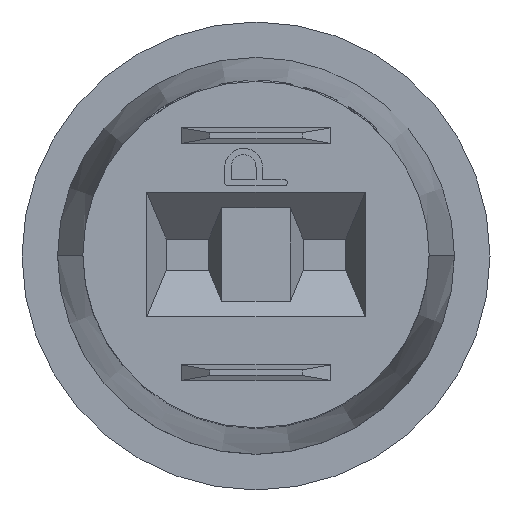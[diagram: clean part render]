
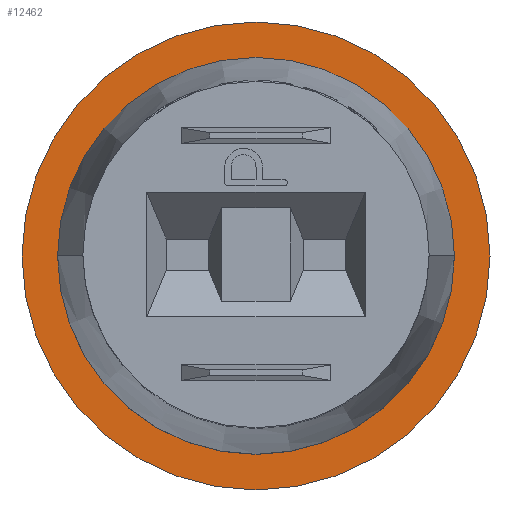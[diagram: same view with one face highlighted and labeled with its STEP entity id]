
A CAD part, top view. The second image highlights one B-rep face of the part: STEP entity #12462.
In plain terms, the highlighted planar face has unit normal (0, 0, 1).
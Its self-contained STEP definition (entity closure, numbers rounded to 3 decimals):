
#3804 = CARTESIAN_POINT ( 'NONE',  ( 7.5, 0., 7. ) ) ;
#3818 = CARTESIAN_POINT ( 'NONE',  ( -7.5, 0., 7. ) ) ;
#4657 = CIRCLE ( 'NONE', #5515, 7.5 ) ;
#4725 = EDGE_LOOP ( 'NONE', ( #13899, #13863 ) ) ;
#4773 = CIRCLE ( 'NONE', #5546, 6.36 ) ;
#4802 = EDGE_LOOP ( 'NONE', ( #13974, #13866 ) ) ;
#5031 = DIRECTION ( 'NONE',  ( 0., 0., -1. ) ) ;
#5032 = DIRECTION ( 'NONE',  ( -1., 0., 0. ) ) ;
#5033 = CARTESIAN_POINT ( 'NONE',  ( 0., 0., 7. ) ) ;
#5267 = FACE_OUTER_BOUND ( 'NONE', #4725, .T. ) ;
#5271 = FACE_BOUND ( 'NONE', #4802, .T. ) ;
#5515 = AXIS2_PLACEMENT_3D ( 'NONE', #5033, #5031, #5032 ) ;
#5546 = AXIS2_PLACEMENT_3D ( 'NONE', #12236, #12238, #12240 ) ;
#5555 = AXIS2_PLACEMENT_3D ( 'NONE', #10050, #10051, #10052 ) ;
#5584 = AXIS2_PLACEMENT_3D ( 'NONE', #13781, #13782, #13783 ) ;
#5634 = EDGE_CURVE ( 'NONE', #7664, #7661, #4657, .T. ) ;
#5727 = EDGE_CURVE ( 'NONE', #13380, #13364, #4773, .T. ) ;
#5748 = EDGE_CURVE ( 'NONE', #7661, #7664, #19565, .T. ) ;
#5846 = EDGE_CURVE ( 'NONE', #13364, #13380, #7950, .T. ) ;
#6546 = PLANE ( 'NONE',  #11505 ) ;
#6553 = CARTESIAN_POINT ( 'NONE',  ( 7.5, 0., 7. ) ) ;
#6554 = DIRECTION ( 'NONE',  ( 0., 0., -1. ) ) ;
#6555 = DIRECTION ( 'NONE',  ( -1., 0., 0. ) ) ;
#7661 = VERTEX_POINT ( 'NONE', #3818 ) ;
#7664 = VERTEX_POINT ( 'NONE', #3804 ) ;
#7950 = CIRCLE ( 'NONE', #5584, 6.36 ) ;
#10050 = CARTESIAN_POINT ( 'NONE',  ( 0., 0., 7. ) ) ;
#10051 = DIRECTION ( 'NONE',  ( 0., 0., -1. ) ) ;
#10052 = DIRECTION ( 'NONE',  ( -1., 0., 0. ) ) ;
#11505 = AXIS2_PLACEMENT_3D ( 'NONE', #6553, #6554, #6555 ) ;
#12236 = CARTESIAN_POINT ( 'NONE',  ( 0., 0., 7. ) ) ;
#12238 = DIRECTION ( 'NONE',  ( 0., 0., -1. ) ) ;
#12240 = DIRECTION ( 'NONE',  ( -1., 0., 0. ) ) ;
#12462 = ADVANCED_FACE ( 'NONE', ( #5267, #5271 ), #6546, .F. ) ;
#13364 = VERTEX_POINT ( 'NONE', #15949 ) ;
#13380 = VERTEX_POINT ( 'NONE', #15965 ) ;
#13781 = CARTESIAN_POINT ( 'NONE',  ( 0., 0., 7. ) ) ;
#13782 = DIRECTION ( 'NONE',  ( 0., 0., -1. ) ) ;
#13783 = DIRECTION ( 'NONE',  ( -1., 0., 0. ) ) ;
#13863 = ORIENTED_EDGE ( 'NONE', *, *, #5748, .F. ) ;
#13866 = ORIENTED_EDGE ( 'NONE', *, *, #5846, .T. ) ;
#13899 = ORIENTED_EDGE ( 'NONE', *, *, #5634, .F. ) ;
#13974 = ORIENTED_EDGE ( 'NONE', *, *, #5727, .T. ) ;
#15949 = CARTESIAN_POINT ( 'NONE',  ( 6.36, 0., 7. ) ) ;
#15965 = CARTESIAN_POINT ( 'NONE',  ( -6.36, 0., 7. ) ) ;
#19565 = CIRCLE ( 'NONE', #5555, 7.5 ) ;
